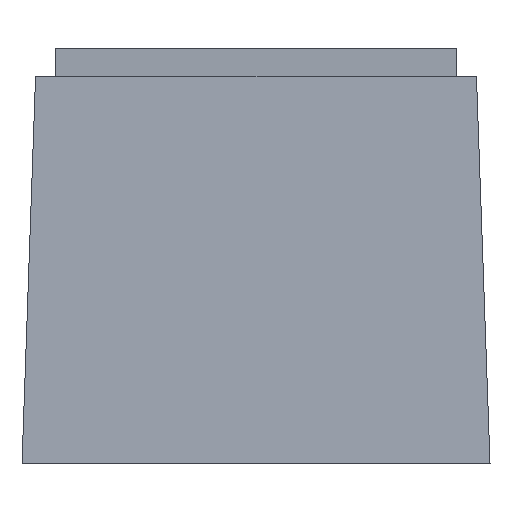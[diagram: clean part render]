
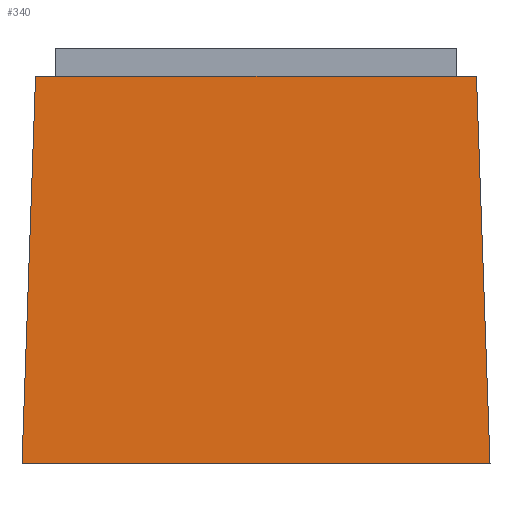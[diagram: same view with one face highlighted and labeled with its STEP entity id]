
A CAD part, left-side view. The second image highlights one B-rep face of the part: STEP entity #340.
In plain terms, the highlighted planar face has unit normal (-0.999, 0, 0.035).
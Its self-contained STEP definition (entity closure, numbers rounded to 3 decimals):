
#258=FACE_OUTER_BOUND('',#723,.T.);
#340=ADVANCED_FACE('',(#258),#430,.T.);
#430=PLANE('',#1653);
#511=LINE('',#2029,#599);
#513=LINE('',#2033,#601);
#514=LINE('',#2035,#602);
#515=LINE('',#2037,#603);
#599=VECTOR('',#1756,1.);
#601=VECTOR('',#1760,1.);
#602=VECTOR('',#1761,1.);
#603=VECTOR('',#1762,1.);
#723=EDGE_LOOP('',(#852,#853,#854,#855));
#852=ORIENTED_EDGE('',*,*,#1432,.F.);
#853=ORIENTED_EDGE('',*,*,#1434,.F.);
#854=ORIENTED_EDGE('',*,*,#1435,.T.);
#855=ORIENTED_EDGE('',*,*,#1436,.F.);
#1278=VERTEX_POINT('',#2028);
#1279=VERTEX_POINT('',#2030);
#1280=VERTEX_POINT('',#2034);
#1281=VERTEX_POINT('',#2036);
#1432=EDGE_CURVE('',#1278,#1279,#511,.T.);
#1434=EDGE_CURVE('',#1280,#1278,#513,.T.);
#1435=EDGE_CURVE('',#1280,#1281,#514,.T.);
#1436=EDGE_CURVE('',#1279,#1281,#515,.T.);
#1653=AXIS2_PLACEMENT_3D('',#2038,#1763,#1764);
#1756=DIRECTION('',(0.,-1.,0.));
#1760=DIRECTION('',(0.035,-0.035,0.999));
#1761=DIRECTION('',(0.,-1.,0.));
#1762=DIRECTION('',(-0.035,-0.035,-0.999));
#1763=DIRECTION('',(-0.999,0.,0.035));
#1764=DIRECTION('',(-0.035,0.,-0.999));
#2028=CARTESIAN_POINT('',(-9.381,9.381,16.3));
#2029=CARTESIAN_POINT('',(-9.381,11.,16.3));
#2030=CARTESIAN_POINT('',(-9.381,-9.381,16.3));
#2033=CARTESIAN_POINT('',(-9.423,9.423,15.098));
#2034=CARTESIAN_POINT('',(-9.957,9.957,-0.2));
#2035=CARTESIAN_POINT('',(-9.957,11.,-0.2));
#2036=CARTESIAN_POINT('',(-9.957,-9.957,-0.2));
#2037=CARTESIAN_POINT('',(-9.396,-9.396,15.865));
#2038=CARTESIAN_POINT('',(-9.421,11.,15.153));
